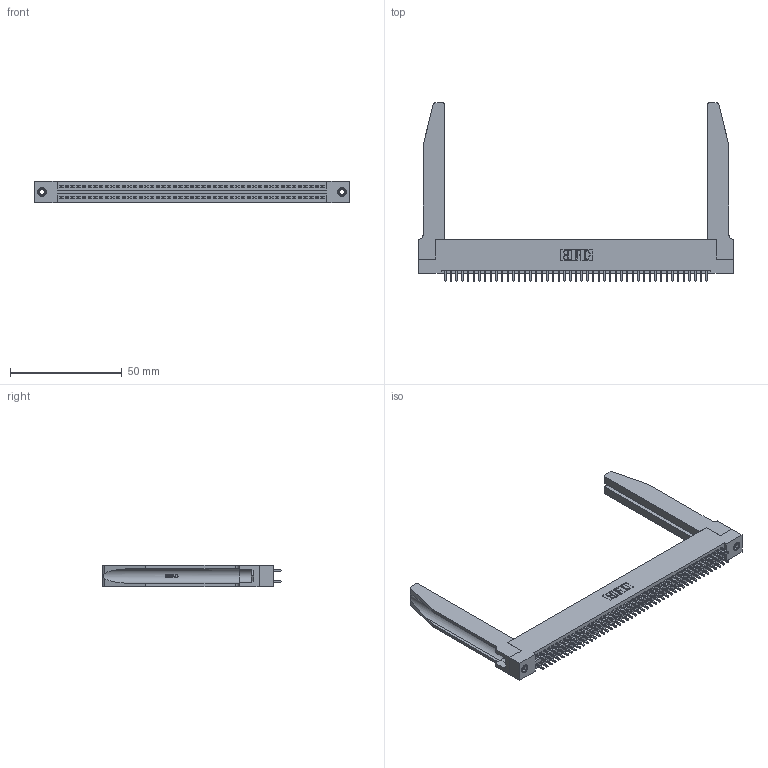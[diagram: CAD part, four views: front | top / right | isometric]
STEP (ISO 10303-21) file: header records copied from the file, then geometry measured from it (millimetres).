
FILE_DESCRIPTION (( 'STEP AP203' ), '1' );
FILE_NAME ('395-094-521-278.STEP', '2019-10-25T21:16:28', ( '' ), ( '' ), 'SwSTEP 2.0', 'SolidWorks 2016', '' );
FILE_SCHEMA (( 'CONFIG_CONTROL_DESIGN' ));
Length unit declared in the file: inch
Products named in the file (5): 345-292-001_345-293-121; 345-250-001_345-250-001-102; 345-220-078_345-220-078; 395-094-521-278; 345 Part_Flush Mounting Lugs - 0.156 Dia-TH
Assembly tree (99 placements, depth 2):
  395-094-521-278
    345 Part_Flush Mounting Lugs - 0.156 Dia-TH
    345-292-001_345-293-121  x94
    345-250-001_345-250-001-102  x2
    345-220-078_345-220-078  x2
Bounding box: 140.61 x 79.68 x 9.4 mm (x, y, z)
Volume: 21437.9 mm3; surface area: 26888.4 mm2
Topology: 99 solids, 99 shells, 5060 faces, 14955 edges, 9834 vertices
Faces by surface type: plane 3324, cylinder 1684, bspline 36, cone 12, torus 4
Entity records: 40962 total; most frequent: CARTESIAN_POINT 7779, ORIENTED_EDGE 6610, DIRECTION 5847, EDGE_CURVE 3305, LINE 2891, VECTOR 2891, VERTEX_POINT 2196, AXIS2_PLACEMENT_3D 1478
